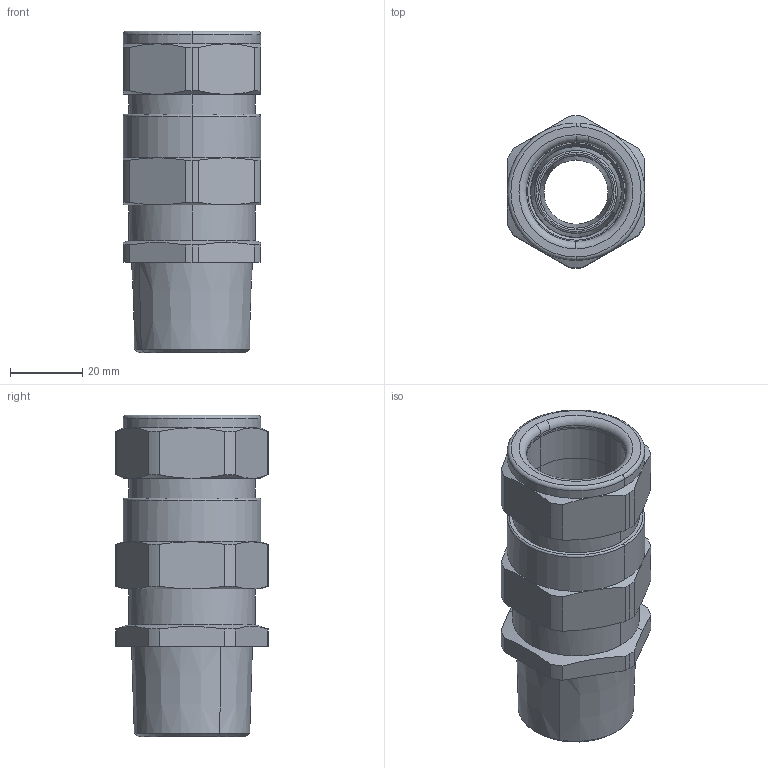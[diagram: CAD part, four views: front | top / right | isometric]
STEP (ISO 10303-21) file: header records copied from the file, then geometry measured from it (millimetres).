
FILE_DESCRIPTION(('CATIA V5 STEP Exchange','CAx-IF Rec.Pracs.--- Model Styling and Organization---1.4--- 2014-01-23'),'2;1');
FILE_NAME ('125592-1_0_1189070000_1189070000.stp','2022-12-05T03:02:01+00:00',('none'),('Weidmueller'),'CATIA Version 5-6 Release 2016 SP3 HF44','CATIA V5 STEP AP214','none');
FILE_SCHEMA(('AUTOMOTIVE_DESIGN { 1 0 10303 214 1 1 1 1 }'));
Length unit declared in the file: millimetre
Products named in the file (1): E1W/25/NPT1-WM
Bounding box: 38 x 42 x 88.9 mm (x, y, z)
Volume: 53296.9 mm3; surface area: 32677 mm2
Topology: 3 solids, 3 shells, 221 faces, 522 edges, 322 vertices
Faces by surface type: cone 76, cylinder 68, plane 39, torus 38
Entity records: 6186 total; most frequent: CARTESIAN_POINT 1397, ORIENTED_EDGE 1044, DIRECTION 802, EDGE_CURVE 522, AXIS2_PLACEMENT_3D 484, VERTEX_POINT 322, CIRCLE 308, EDGE_LOOP 242
